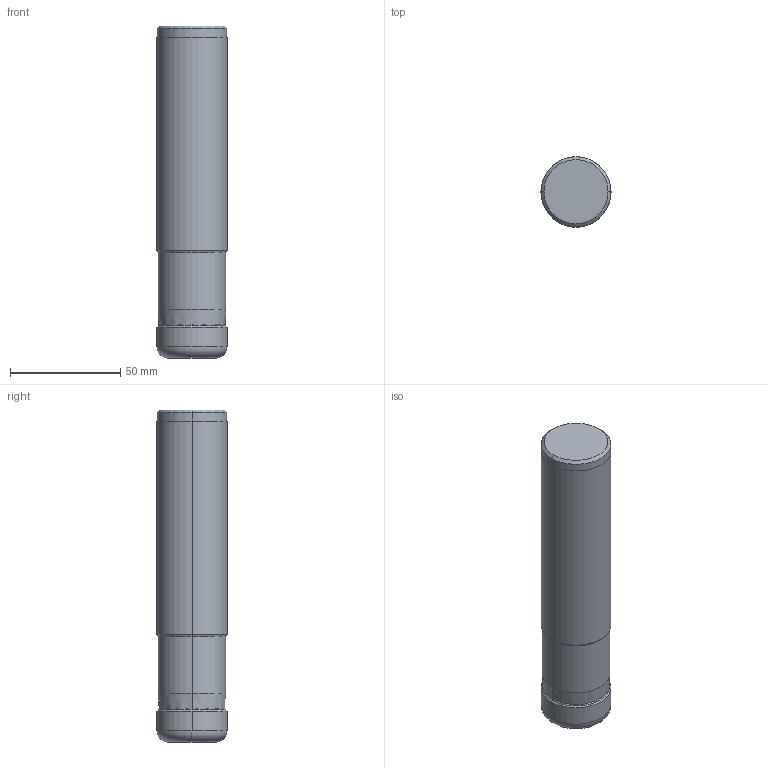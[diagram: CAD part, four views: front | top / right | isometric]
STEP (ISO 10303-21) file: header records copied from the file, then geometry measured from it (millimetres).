
FILE_DESCRIPTION(/* description */ (''),/* implementation_level */ '2;1');
FILE_NAME(/* name */ 'BXD4000R202SA20SB_IR0_197.stp',/* time_stamp */ '2023-03-06T12:41:38+09:00',/* author */ (''),/* organization */ (''),/* preprocessor_version */ 'ST-DEVELOPER v16',/* originating_system */ 'SIEMENS PLM Software NX 10.0',/* authorisation */ '');
FILE_SCHEMA (('AUTOMOTIVE_DESIGN { 1 0 10303 214 3 1 1 1 }'));
Length unit declared in the file: millimetre
Products named in the file (1): BXD4000R202SA20SB_IR0_197_ASM_2_ASM
Bounding box: 31.75 x 31.75 x 150.42 mm (x, y, z)
Volume: 124599.3 mm3; surface area: 19174.1 mm2
Topology: 2 solids, 2 shells, 55 faces, 125 edges, 91 vertices
Faces by surface type: cone 34, torus 8, cylinder 8, plane 5
Entity records: 1655 total; most frequent: DIRECTION 321, CARTESIAN_POINT 249, ORIENTED_EDGE 220, AXIS2_PLACEMENT_3D 133, EDGE_CURVE 110, CIRCLE 70, VERTEX_POINT 60, EDGE_LOOP 58
